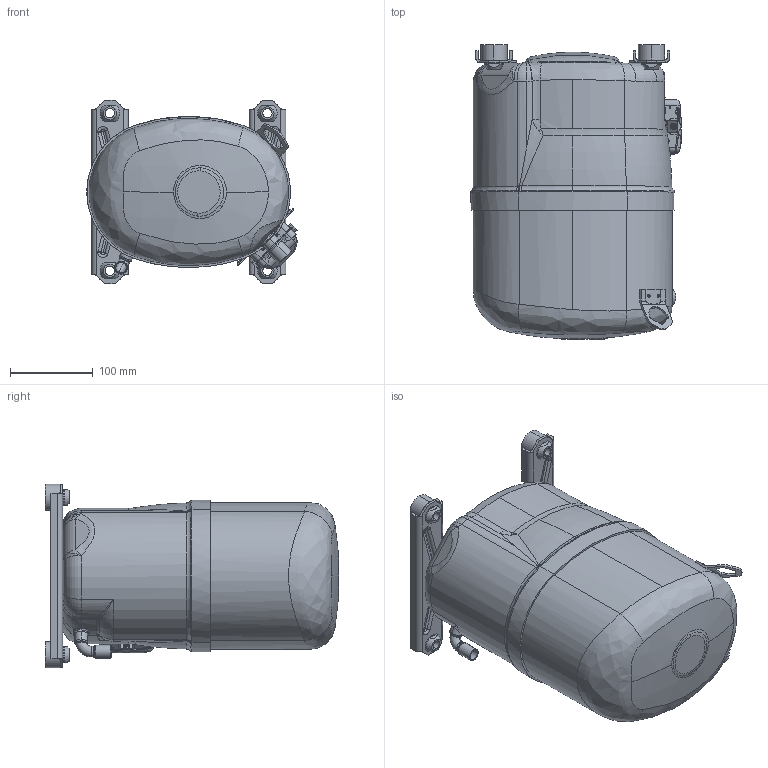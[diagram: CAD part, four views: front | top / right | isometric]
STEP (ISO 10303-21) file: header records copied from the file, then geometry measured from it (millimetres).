
FILE_DESCRIPTION (( 'STEP AP203' ), '1' );
FILE_NAME ('709092D.STEP', '2014-04-15T20:10:58', ( '' ), ( '' ), 'SwSTEP 2.0', 'SolidWorks 2014', '' );
FILE_SCHEMA (( 'CONFIG_CONTROL_DESIGN' ));
Length unit declared in the file: inch
Products named in the file (1): 709092D
Bounding box: 254.37 x 355.61 x 222.25 mm (x, y, z)
Surface area: 389982.3 mm2 (no closed solid volume)
Topology: 0 solids, 28 shells, 827 faces, 2515 edges, 1668 vertices
Faces by surface type: cylinder 269, plane 220, bspline 155, torus 140, sphere 26, cone 17
Entity records: 38895 total; most frequent: CARTESIAN_POINT 17381, DIRECTION 4460, ORIENTED_EDGE 4248, EDGE_CURVE 2493, AXIS2_PLACEMENT_3D 1714, VERTEX_POINT 1668, CIRCLE 1041, LINE 1032
